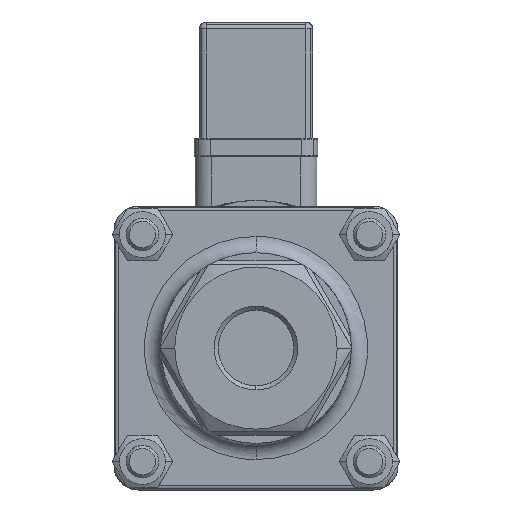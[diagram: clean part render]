
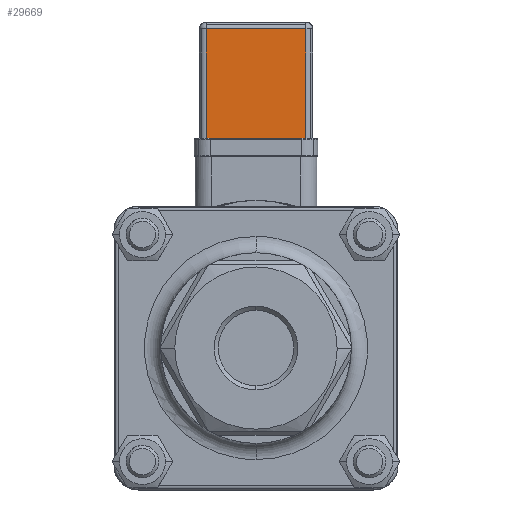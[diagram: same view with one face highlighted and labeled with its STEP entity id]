
A CAD part, left-side view. The second image highlights one B-rep face of the part: STEP entity #29669.
In plain terms, the highlighted planar face has unit normal (-1, 0, 0).
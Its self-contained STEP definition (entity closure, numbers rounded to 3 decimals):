
#25671=CARTESIAN_POINT('',(-14.,-12.3,51.7));
#25672=VERTEX_POINT('',#25671);
#25701=CARTESIAN_POINT('',(-14.,12.3,51.7));
#25702=VERTEX_POINT('',#25701);
#25703=CARTESIAN_POINT('',(-14.,12.3,51.7));
#25704=DIRECTION('',(0.,-1.,-0.));
#25705=VECTOR('',#25704,24.6);
#25706=LINE('',#25703,#25705);
#25707=EDGE_CURVE('',#25702,#25672,#25706,.T.);
#29243=CARTESIAN_POINT('',(-14.,-12.3,78.7));
#29244=VERTEX_POINT('',#29243);
#29340=CARTESIAN_POINT('',(-14.,12.3,78.7));
#29341=VERTEX_POINT('',#29340);
#29568=CARTESIAN_POINT('',(-14.,12.3,78.7));
#29569=DIRECTION('',(0.,-1.,-0.));
#29570=VECTOR('',#29569,24.6);
#29571=LINE('',#29568,#29570);
#29572=EDGE_CURVE('',#29341,#29244,#29571,.T.);
#29591=CARTESIAN_POINT('',(-14.,-12.3,78.7));
#29592=DIRECTION('',(-0.,0.,-1.));
#29593=VECTOR('',#29592,27.);
#29594=LINE('',#29591,#29593);
#29595=EDGE_CURVE('',#29244,#25672,#29594,.T.);
#29653=CARTESIAN_POINT('',(-14.,14.,80.4));
#29654=DIRECTION('',(-1.,-0.,0.));
#29655=DIRECTION('',(0.,-0.,1.));
#29656=AXIS2_PLACEMENT_3D('',#29653,#29654,#29655);
#29657=PLANE('',#29656);
#29658=ORIENTED_EDGE('',*,*,#25707,.T.);
#29659=ORIENTED_EDGE('',*,*,#29595,.F.);
#29660=ORIENTED_EDGE('',*,*,#29572,.F.);
#29661=CARTESIAN_POINT('',(-14.,12.3,51.7));
#29662=DIRECTION('',(0.,-0.,1.));
#29663=VECTOR('',#29662,27.);
#29664=LINE('',#29661,#29663);
#29665=EDGE_CURVE('',#25702,#29341,#29664,.T.);
#29666=ORIENTED_EDGE('',*,*,#29665,.F.);
#29667=EDGE_LOOP('',(#29658,#29659,#29660,#29666));
#29668=FACE_BOUND('',#29667,.T.);
#29669=ADVANCED_FACE('',(#29668),#29657,.T.);
